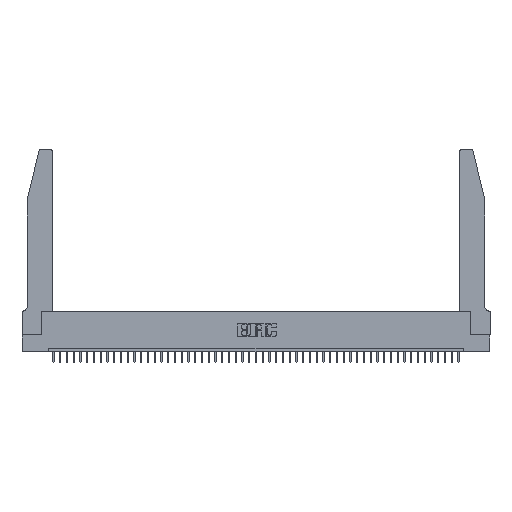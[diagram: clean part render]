
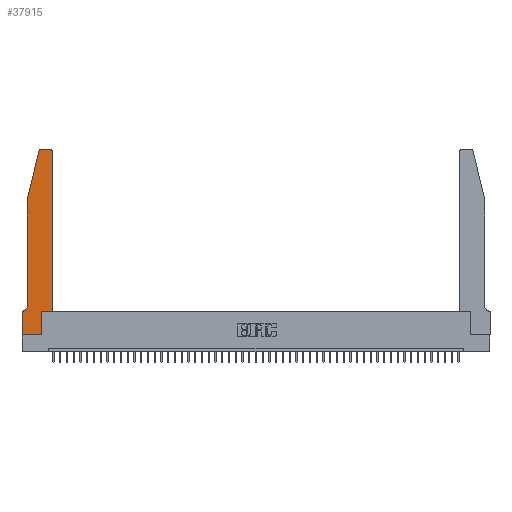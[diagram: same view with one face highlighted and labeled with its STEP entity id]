
A CAD part, top view. The second image highlights one B-rep face of the part: STEP entity #37915.
In plain terms, the highlighted planar face has unit normal (0, 0, 1).
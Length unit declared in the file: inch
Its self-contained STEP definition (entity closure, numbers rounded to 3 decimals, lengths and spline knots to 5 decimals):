
#40 = VECTOR ( 'NONE', #11920, 39.37008 ) ;
#1652 = CARTESIAN_POINT ( 'NONE',  ( 0.2605, 2.75, 0.37 ) ) ;
#1838 = CARTESIAN_POINT ( 'NONE',  ( 0.284, 2.75, 0.37 ) ) ;
#1944 = CARTESIAN_POINT ( 'NONE',  ( 0.25487, 2.72718, 0.37 ) ) ;
#2153 = DIRECTION ( 'NONE',  ( -1., 0., 0. ) ) ;
#2593 = VERTEX_POINT ( 'NONE', #15093 ) ;
#3201 = EDGE_CURVE ( 'NONE', #28406, #17972, #7395, .T. ) ;
#3215 = CARTESIAN_POINT ( 'NONE',  ( 0.4505, 2.72, 0.37 ) ) ;
#4006 = VERTEX_POINT ( 'NONE', #3215 ) ;
#4490 = VECTOR ( 'NONE', #2153, 39.37008 ) ;
#5179 = VECTOR ( 'NONE', #31281, 39.37008 ) ;
#5261 = CARTESIAN_POINT ( 'NONE',  ( 0.2865, 0.35, 0.37 ) ) ;
#5379 = CARTESIAN_POINT ( 'NONE',  ( 0., 0., 0.37 ) ) ;
#5618 = EDGE_CURVE ( 'NONE', #15469, #30185, #26121, .T. ) ;
#6067 = CARTESIAN_POINT ( 'NONE',  ( 0.0055, 0.35, 0.37 ) ) ;
#6129 = VERTEX_POINT ( 'NONE', #1838 ) ;
#6223 = CARTESIAN_POINT ( 'NONE',  ( 0., 0.35, 0.37 ) ) ;
#6364 = CARTESIAN_POINT ( 'NONE',  ( 0.0755, 2., 0.37 ) ) ;
#6393 = LINE ( 'NONE', #19873, #41795 ) ;
#6728 = LINE ( 'NONE', #40886, #45024 ) ;
#6992 = CARTESIAN_POINT ( 'NONE',  ( 0.4505, 0.35, 0.37 ) ) ;
#7203 = AXIS2_PLACEMENT_3D ( 'NONE', #6223, #46673, #10001 ) ;
#7395 = CIRCLE ( 'NONE', #28263, 0.07 ) ;
#7522 = ORIENTED_EDGE ( 'NONE', *, *, #37901, .T. ) ;
#7904 = CARTESIAN_POINT ( 'NONE',  ( 0.4505, 0.35, 0.37 ) ) ;
#8204 = ORIENTED_EDGE ( 'NONE', *, *, #15514, .T. ) ;
#9430 = CARTESIAN_POINT ( 'NONE',  ( 0.0755, 2., 0.37 ) ) ;
#10001 = DIRECTION ( 'NONE',  ( 1., 0., 0. ) ) ;
#10929 = ORIENTED_EDGE ( 'NONE', *, *, #33177, .T. ) ;
#11690 = AXIS2_PLACEMENT_3D ( 'NONE', #43610, #40047, #17796 ) ;
#11863 = DIRECTION ( 'NONE',  ( 0., 0., 1. ) ) ;
#11920 = DIRECTION ( 'NONE',  ( 1., 0., 0. ) ) ;
#12081 = ORIENTED_EDGE ( 'NONE', *, *, #40519, .T. ) ;
#14105 = DIRECTION ( 'NONE',  ( 0., 0., -1. ) ) ;
#14225 = DIRECTION ( 'NONE',  ( -0.239, -0.971, 0. ) ) ;
#14515 = DIRECTION ( 'NONE',  ( 1., 0., 0. ) ) ;
#15093 = CARTESIAN_POINT ( 'NONE',  ( 0.4205, 2.75, 0.37 ) ) ;
#15469 = VERTEX_POINT ( 'NONE', #27452 ) ;
#15514 = EDGE_CURVE ( 'NONE', #16911, #28858, #22592, .T. ) ;
#15773 = ORIENTED_EDGE ( 'NONE', *, *, #5618, .T. ) ;
#16004 = VECTOR ( 'NONE', #17067, 39.37008 ) ;
#16911 = VERTEX_POINT ( 'NONE', #25051 ) ;
#17067 = DIRECTION ( 'NONE',  ( 0., -1., 0. ) ) ;
#17796 = DIRECTION ( 'NONE',  ( 1., 0., 0. ) ) ;
#17972 = VERTEX_POINT ( 'NONE', #6067 ) ;
#18358 = LINE ( 'NONE', #45109, #32358 ) ;
#19242 = CARTESIAN_POINT ( 'NONE',  ( 0.2865, 0.35, 0.37 ) ) ;
#19782 = LINE ( 'NONE', #7904, #40 ) ;
#19873 = CARTESIAN_POINT ( 'NONE',  ( 0.0755, 2., 0.37 ) ) ;
#20707 = AXIS2_PLACEMENT_3D ( 'NONE', #34144, #11863, #45342 ) ;
#21525 = DIRECTION ( 'NONE',  ( -1., 0., 0. ) ) ;
#21819 = EDGE_CURVE ( 'NONE', #6129, #27243, #37648, .T. ) ;
#22592 = LINE ( 'NONE', #42224, #44719 ) ;
#23018 = EDGE_CURVE ( 'NONE', #28858, #15469, #23022, .T. ) ;
#23022 = LINE ( 'NONE', #5379, #25947 ) ;
#24308 = LINE ( 'NONE', #1652, #4490 ) ;
#24907 = PLANE ( 'NONE',  #7203 ) ;
#25051 = CARTESIAN_POINT ( 'NONE',  ( 0., 0.35, 0.37 ) ) ;
#25632 = ORIENTED_EDGE ( 'NONE', *, *, #3201, .T. ) ;
#25947 = VECTOR ( 'NONE', #14515, 39.37008 ) ;
#26121 = LINE ( 'NONE', #5261, #5179 ) ;
#27243 = VERTEX_POINT ( 'NONE', #1944 ) ;
#27452 = CARTESIAN_POINT ( 'NONE',  ( 0.2865, 0., 0.37 ) ) ;
#28263 = AXIS2_PLACEMENT_3D ( 'NONE', #40687, #14105, #21525 ) ;
#28406 = VERTEX_POINT ( 'NONE', #44760 ) ;
#28858 = VERTEX_POINT ( 'NONE', #32220 ) ;
#29422 = LINE ( 'NONE', #6364, #16004 ) ;
#30185 = VERTEX_POINT ( 'NONE', #19242 ) ;
#30959 = DIRECTION ( 'NONE',  ( 0., 1., 0. ) ) ;
#31266 = VERTEX_POINT ( 'NONE', #9430 ) ;
#31281 = DIRECTION ( 'NONE',  ( 0., 1., 0. ) ) ;
#32220 = CARTESIAN_POINT ( 'NONE',  ( 0., 0., 0.37 ) ) ;
#32358 = VECTOR ( 'NONE', #30959, 39.37008 ) ;
#33177 = EDGE_CURVE ( 'NONE', #30185, #36736, #19782, .T. ) ;
#34144 = CARTESIAN_POINT ( 'NONE',  ( 0.4205, 2.72, 0.37 ) ) ;
#34841 = ORIENTED_EDGE ( 'NONE', *, *, #23018, .T. ) ;
#35479 = EDGE_CURVE ( 'NONE', #2593, #6129, #24308, .T. ) ;
#36339 = ORIENTED_EDGE ( 'NONE', *, *, #35479, .T. ) ;
#36736 = VERTEX_POINT ( 'NONE', #6992 ) ;
#37200 = FACE_OUTER_BOUND ( 'NONE', #38983, .T. ) ;
#37648 = CIRCLE ( 'NONE', #11690, 0.03 ) ;
#37901 = EDGE_CURVE ( 'NONE', #27243, #31266, #6393, .T. ) ;
#37915 = ADVANCED_FACE ( 'NONE', ( #37200 ), #24907, .T. ) ;
#38018 = DIRECTION ( 'NONE',  ( 0., -1., 0. ) ) ;
#38983 = EDGE_LOOP ( 'NONE', ( #36339, #47409, #7522, #12081, #25632, #45228, #8204, #34841, #15773, #10929, #45283, #39447 ) ) ;
#39447 = ORIENTED_EDGE ( 'NONE', *, *, #41874, .T. ) ;
#39731 = CIRCLE ( 'NONE', #20707, 0.03 ) ;
#40047 = DIRECTION ( 'NONE',  ( 0., 0., 1. ) ) ;
#40519 = EDGE_CURVE ( 'NONE', #31266, #28406, #29422, .T. ) ;
#40616 = EDGE_CURVE ( 'NONE', #36736, #4006, #18358, .T. ) ;
#40687 = CARTESIAN_POINT ( 'NONE',  ( 0.0055, 0.42, 0.37 ) ) ;
#40886 = CARTESIAN_POINT ( 'NONE',  ( 0.0755, 0.35, 0.37 ) ) ;
#41795 = VECTOR ( 'NONE', #14225, 39.37008 ) ;
#41874 = EDGE_CURVE ( 'NONE', #4006, #2593, #39731, .T. ) ;
#42104 = DIRECTION ( 'NONE',  ( -1., 0., 0. ) ) ;
#42224 = CARTESIAN_POINT ( 'NONE',  ( 0., 0., 0.37 ) ) ;
#43610 = CARTESIAN_POINT ( 'NONE',  ( 0.284, 2.72, 0.37 ) ) ;
#44719 = VECTOR ( 'NONE', #38018, 39.37008 ) ;
#44760 = CARTESIAN_POINT ( 'NONE',  ( 0.0755, 0.42, 0.37 ) ) ;
#45024 = VECTOR ( 'NONE', #42104, 39.37008 ) ;
#45109 = CARTESIAN_POINT ( 'NONE',  ( 0.4505, 0.35, 0.37 ) ) ;
#45228 = ORIENTED_EDGE ( 'NONE', *, *, #47270, .T. ) ;
#45283 = ORIENTED_EDGE ( 'NONE', *, *, #40616, .T. ) ;
#45342 = DIRECTION ( 'NONE',  ( 1., 0., 0. ) ) ;
#46673 = DIRECTION ( 'NONE',  ( 0., 0., 1. ) ) ;
#47270 = EDGE_CURVE ( 'NONE', #17972, #16911, #6728, .T. ) ;
#47409 = ORIENTED_EDGE ( 'NONE', *, *, #21819, .T. ) ;
